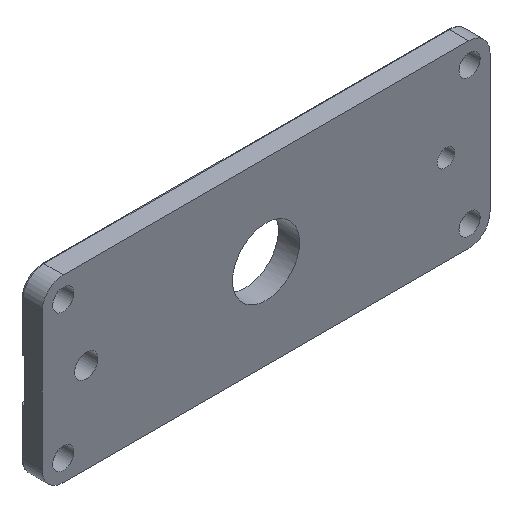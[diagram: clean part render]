
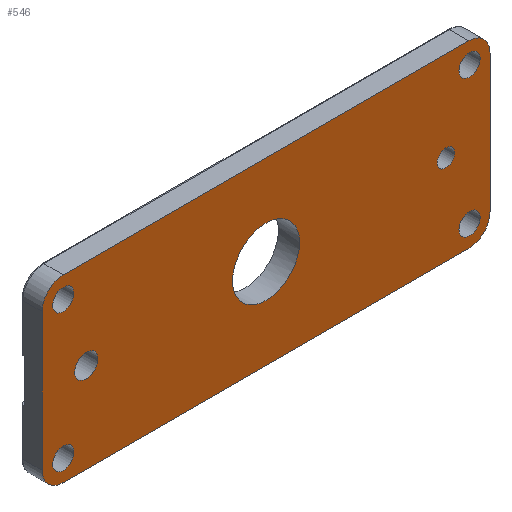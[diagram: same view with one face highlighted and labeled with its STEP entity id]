
A CAD part, isometric view. The second image highlights one B-rep face of the part: STEP entity #546.
In plain terms, the highlighted planar face has unit normal (0, -1, 0).
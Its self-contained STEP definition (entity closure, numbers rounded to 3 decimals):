
#21=FACE_BOUND('',#105,.T.);
#22=FACE_BOUND('',#106,.T.);
#23=FACE_BOUND('',#107,.T.);
#24=FACE_BOUND('',#108,.T.);
#25=FACE_BOUND('',#109,.T.);
#26=FACE_BOUND('',#110,.T.);
#27=FACE_BOUND('',#111,.T.);
#36=PLANE('',#636);
#69=FACE_OUTER_BOUND('',#104,.T.);
#104=EDGE_LOOP('',(#487,#488,#489,#490,#491,#492,#493,#494));
#105=EDGE_LOOP('',(#495));
#106=EDGE_LOOP('',(#496));
#107=EDGE_LOOP('',(#497));
#108=EDGE_LOOP('',(#498));
#109=EDGE_LOOP('',(#499));
#110=EDGE_LOOP('',(#500));
#111=EDGE_LOOP('',(#501));
#131=LINE('',#898,#169);
#134=LINE('',#906,#172);
#137=LINE('',#914,#175);
#139=LINE('',#920,#177);
#169=VECTOR('',#732,10.);
#172=VECTOR('',#741,10.);
#175=VECTOR('',#750,10.);
#177=VECTOR('',#758,10.);
#188=CIRCLE('',#571,3.3);
#191=CIRCLE('',#575,2.459);
#210=CIRCLE('',#605,6.);
#211=CIRCLE('',#608,6.);
#212=CIRCLE('',#611,6.);
#213=CIRCLE('',#614,6.);
#221=CIRCLE('',#627,9.5);
#222=CIRCLE('',#629,3.);
#223=CIRCLE('',#631,3.);
#224=CIRCLE('',#633,3.);
#225=CIRCLE('',#635,3.);
#226=VERTEX_POINT('',#813);
#229=VERTEX_POINT('',#821);
#253=VERTEX_POINT('',#890);
#254=VERTEX_POINT('',#892);
#255=VERTEX_POINT('',#896);
#256=VERTEX_POINT('',#900);
#257=VERTEX_POINT('',#904);
#258=VERTEX_POINT('',#908);
#259=VERTEX_POINT('',#912);
#260=VERTEX_POINT('',#916);
#269=VERTEX_POINT('',#945);
#270=VERTEX_POINT('',#949);
#271=VERTEX_POINT('',#953);
#272=VERTEX_POINT('',#957);
#273=VERTEX_POINT('',#961);
#274=EDGE_CURVE('',#226,#226,#188,.T.);
#279=EDGE_CURVE('',#229,#229,#191,.T.);
#313=EDGE_CURVE('',#253,#254,#210,.T.);
#316=EDGE_CURVE('',#253,#255,#131,.T.);
#318=EDGE_CURVE('',#256,#255,#211,.T.);
#320=EDGE_CURVE('',#256,#257,#134,.T.);
#322=EDGE_CURVE('',#258,#257,#212,.T.);
#324=EDGE_CURVE('',#258,#259,#137,.T.);
#326=EDGE_CURVE('',#260,#259,#213,.T.);
#327=EDGE_CURVE('',#260,#254,#139,.T.);
#341=EDGE_CURVE('',#269,#269,#221,.T.);
#343=EDGE_CURVE('',#270,#270,#222,.T.);
#345=EDGE_CURVE('',#271,#271,#223,.T.);
#347=EDGE_CURVE('',#272,#272,#224,.T.);
#349=EDGE_CURVE('',#273,#273,#225,.T.);
#487=ORIENTED_EDGE('',*,*,#313,.F.);
#488=ORIENTED_EDGE('',*,*,#316,.T.);
#489=ORIENTED_EDGE('',*,*,#318,.F.);
#490=ORIENTED_EDGE('',*,*,#320,.T.);
#491=ORIENTED_EDGE('',*,*,#322,.F.);
#492=ORIENTED_EDGE('',*,*,#324,.T.);
#493=ORIENTED_EDGE('',*,*,#326,.F.);
#494=ORIENTED_EDGE('',*,*,#327,.T.);
#495=ORIENTED_EDGE('',*,*,#274,.T.);
#496=ORIENTED_EDGE('',*,*,#279,.T.);
#497=ORIENTED_EDGE('',*,*,#341,.T.);
#498=ORIENTED_EDGE('',*,*,#343,.T.);
#499=ORIENTED_EDGE('',*,*,#345,.T.);
#500=ORIENTED_EDGE('',*,*,#347,.T.);
#501=ORIENTED_EDGE('',*,*,#349,.T.);
#546=ADVANCED_FACE('',(#69,#21,#22,#23,#24,#25,#26,#27),#36,.T.);
#571=AXIS2_PLACEMENT_3D('',#814,#641,#642);
#575=AXIS2_PLACEMENT_3D('',#823,#651,#652);
#605=AXIS2_PLACEMENT_3D('',#893,#726,#727);
#608=AXIS2_PLACEMENT_3D('',#902,#736,#737);
#611=AXIS2_PLACEMENT_3D('',#910,#745,#746);
#614=AXIS2_PLACEMENT_3D('',#918,#754,#755);
#627=AXIS2_PLACEMENT_3D('',#947,#787,#788);
#629=AXIS2_PLACEMENT_3D('',#951,#792,#793);
#631=AXIS2_PLACEMENT_3D('',#955,#797,#798);
#633=AXIS2_PLACEMENT_3D('',#959,#802,#803);
#635=AXIS2_PLACEMENT_3D('',#963,#807,#808);
#636=AXIS2_PLACEMENT_3D('',#964,#809,#810);
#641=DIRECTION('center_axis',(0.,1.,0.));
#642=DIRECTION('ref_axis',(1.,0.,0.));
#651=DIRECTION('center_axis',(0.,1.,0.));
#652=DIRECTION('ref_axis',(1.,0.,0.));
#726=DIRECTION('center_axis',(0.,1.,0.));
#727=DIRECTION('ref_axis',(-0.707,0.,-0.707));
#732=DIRECTION('',(1.,0.,0.));
#736=DIRECTION('center_axis',(0.,1.,0.));
#737=DIRECTION('ref_axis',(0.707,0.,-0.707));
#741=DIRECTION('',(0.,0.,1.));
#745=DIRECTION('center_axis',(0.,1.,0.));
#746=DIRECTION('ref_axis',(0.707,0.,0.707));
#750=DIRECTION('',(-1.,0.,0.));
#754=DIRECTION('center_axis',(0.,1.,0.));
#755=DIRECTION('ref_axis',(-0.707,0.,0.707));
#758=DIRECTION('',(0.,0.,-1.));
#787=DIRECTION('center_axis',(0.,1.,0.));
#788=DIRECTION('ref_axis',(1.,0.,0.));
#792=DIRECTION('center_axis',(0.,1.,0.));
#793=DIRECTION('ref_axis',(1.,0.,0.));
#797=DIRECTION('center_axis',(0.,1.,0.));
#798=DIRECTION('ref_axis',(1.,0.,0.));
#802=DIRECTION('center_axis',(0.,1.,0.));
#803=DIRECTION('ref_axis',(1.,0.,0.));
#807=DIRECTION('center_axis',(0.,1.,0.));
#808=DIRECTION('ref_axis',(1.,0.,0.));
#809=DIRECTION('center_axis',(0.,-1.,0.));
#810=DIRECTION('ref_axis',(0.,0.,-1.));
#813=CARTESIAN_POINT('',(9.2,-6.,-25.5));
#814=CARTESIAN_POINT('Origin',(12.5,-6.,-25.5));
#821=CARTESIAN_POINT('',(112.042,-6.,-25.5));
#823=CARTESIAN_POINT('Origin',(114.5,-6.,-25.5));
#890=CARTESIAN_POINT('',(6.,-6.,-51.));
#892=CARTESIAN_POINT('',(0.,-6.,-45.));
#893=CARTESIAN_POINT('Origin',(6.,-6.,-45.));
#896=CARTESIAN_POINT('',(121.,-6.,-51.));
#898=CARTESIAN_POINT('',(127.,-6.,-51.));
#900=CARTESIAN_POINT('',(127.,-6.,-45.));
#902=CARTESIAN_POINT('Origin',(121.,-6.,-45.));
#904=CARTESIAN_POINT('',(127.,-6.,-6.));
#906=CARTESIAN_POINT('',(127.,-6.,0.));
#908=CARTESIAN_POINT('',(121.,-6.,0.));
#910=CARTESIAN_POINT('Origin',(121.,-6.,-6.));
#912=CARTESIAN_POINT('',(6.,-6.,0.));
#914=CARTESIAN_POINT('',(0.,-6.,0.));
#916=CARTESIAN_POINT('',(0.,-6.,-6.));
#918=CARTESIAN_POINT('Origin',(6.,-6.,-6.));
#920=CARTESIAN_POINT('',(0.,-6.,-51.));
#945=CARTESIAN_POINT('',(54.,-6.,-25.5));
#947=CARTESIAN_POINT('Origin',(63.5,-6.,-25.5));
#949=CARTESIAN_POINT('',(118.2,-6.,-45.));
#951=CARTESIAN_POINT('Origin',(121.2,-6.,-45.));
#953=CARTESIAN_POINT('',(3.,-6.,-6.));
#955=CARTESIAN_POINT('Origin',(6.,-6.,-6.));
#957=CARTESIAN_POINT('',(3.,-6.,-45.));
#959=CARTESIAN_POINT('Origin',(6.,-6.,-45.));
#961=CARTESIAN_POINT('',(118.2,-6.,-6.));
#963=CARTESIAN_POINT('Origin',(121.2,-6.,-6.));
#964=CARTESIAN_POINT('Origin',(63.5,-6.,-25.5));
